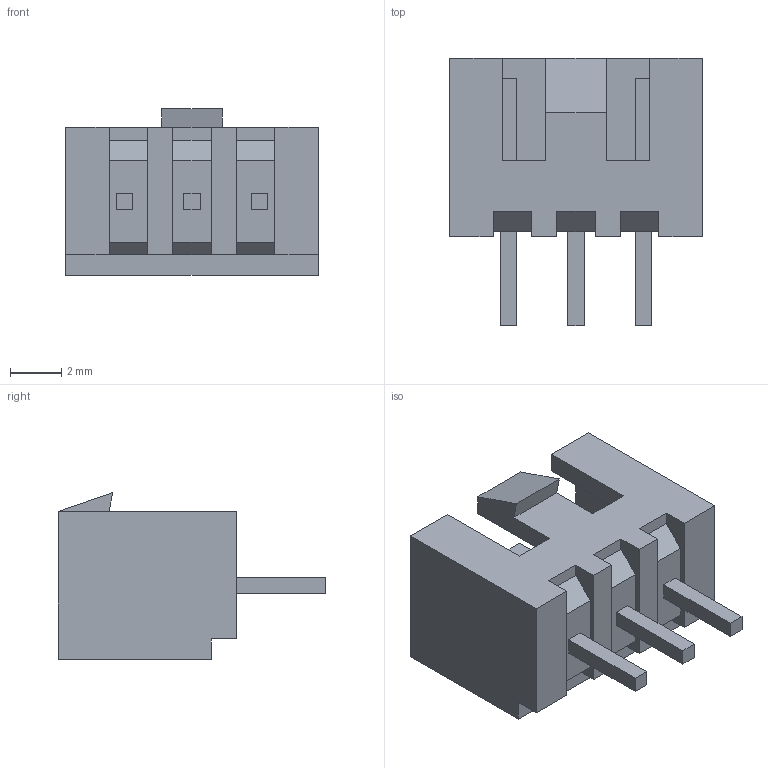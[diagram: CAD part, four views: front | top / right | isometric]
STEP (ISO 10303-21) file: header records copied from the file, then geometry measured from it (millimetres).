
FILE_DESCRIPTION(/* description */ (''),/* implementation_level */ '2;1');
FILE_NAME(/* name */ 'Konektor 3 Pin v1.step',/* time_stamp */ '2021-09-03T15:29:13+07:00',/* author */ (''),/* organization */ (''),/* preprocessor_version */ 'ST-DEVELOPER v18.1',/* originating_system */ 'Autodesk Translation Framework v10.10.0.1391',/* authorisation */ '');
FILE_SCHEMA (('AUTOMOTIVE_DESIGN { 1 0 10303 214 3 1 1 }'));
Length unit declared in the file: millimetre
Products named in the file (1): Konektor 3 Pin
Bounding box: 9.9 x 10.5 x 6.54 mm (x, y, z)
Volume: 203.5 mm3; surface area: 517 mm2
Topology: 1 solids, 1 shells, 73 faces, 195 edges, 130 vertices
Faces by surface type: plane 73
Entity records: 2306 total; most frequent: CARTESIAN_POINT 399, ORIENTED_EDGE 390, DIRECTION 343, LINE 195, VECTOR 195, EDGE_CURVE 195, VERTEX_POINT 130, EDGE_LOOP 79
